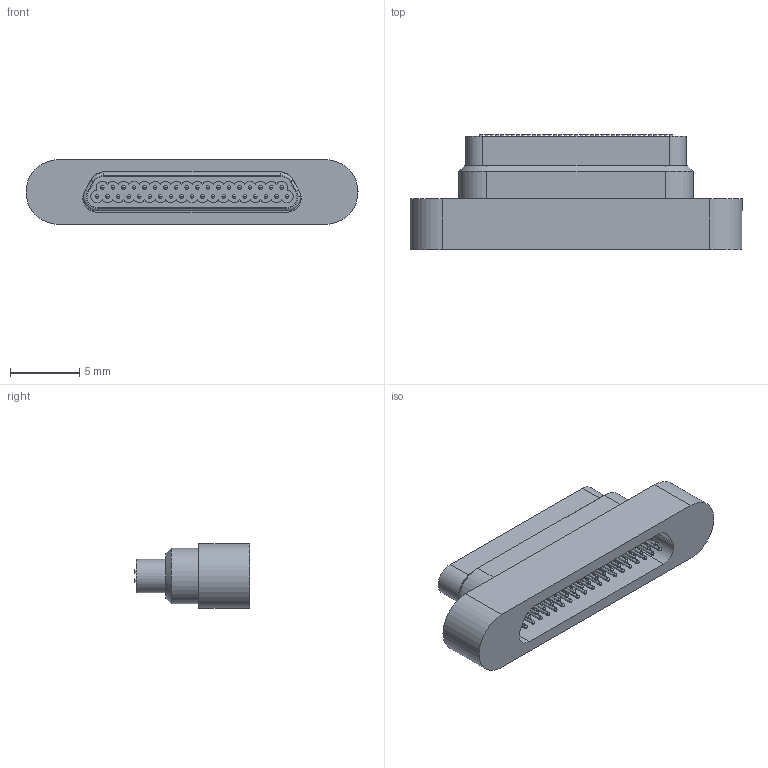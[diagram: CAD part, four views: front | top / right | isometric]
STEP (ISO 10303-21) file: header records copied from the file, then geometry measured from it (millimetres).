
FILE_DESCRIPTION (( 'STEP AP214' ), '1' );
FILE_NAME ('95361-37.STEP', '2024-01-10T01:26:08', ( '' ), ( '' ), 'SwSTEP 2.0', 'SolidWorks 2020', '' );
FILE_SCHEMA (( 'AUTOMOTIVE_DESIGN' ));
Length unit declared in the file: inch
Products named in the file (2): Group1^95361-37; 95361-37
Assembly tree (1 placements, depth 2):
  95361-37
    Group1^95361-37
Bounding box: 23.98 x 8.33 x 4.67 mm (x, y, z)
Volume: 522.1 mm3; surface area: 756.5 mm2
Topology: 1 solids, 1 shells, 359 faces, 945 edges, 590 vertices
Faces by surface type: cylinder 210, sphere 74, plane 63, torus 10, cone 2
Entity records: 15739 total; most frequent: DIRECTION 2168, CARTESIAN_POINT 1950, ORIENTED_EDGE 1742, AXIS2_PLACEMENT_3D 950, EDGE_CURVE 871, VERTEX_POINT 590, CIRCLE 587, EDGE_LOOP 439
